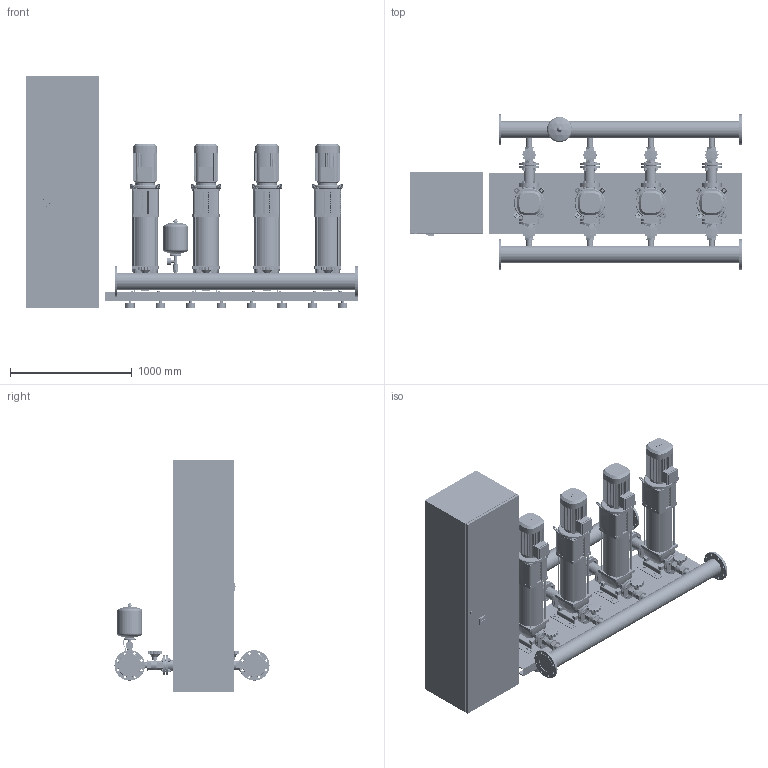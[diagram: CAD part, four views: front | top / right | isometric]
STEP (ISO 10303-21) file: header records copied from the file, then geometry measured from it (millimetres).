
FILE_DESCRIPTION((''),'2;1');
FILE_NAME('3d_CO-4HELIXV2206_K_CC-01-2530530.stp','2016-01-25T09:14:28',(''),(''),'Mechanical Desktop 2009','Mechanical Desktop 2009',', , ');
FILE_SCHEMA(('CONFIG_CONTROL_DESIGN'));
Length unit declared in the file: millimetre
Products named in the file (1): Product
Bounding box: 2730 x 1275 x 1900 mm (x, y, z)
Volume: 838222050.4 mm3; surface area: 22199800.5 mm2
Topology: 215 solids, 215 shells, 7877 faces, 20081 edges, 13074 vertices
Faces by surface type: plane 3161, cylinder 2122, bspline 1944, cone 384, torus 256, sphere 10
Entity records: 264506 total; most frequent: CARTESIAN_POINT 73836, ORIENTED_EDGE 40158, DIRECTION 37709, EDGE_CURVE 20079, VERTEX_POINT 13072, AXIS2_PLACEMENT_3D 12696, VECTOR 12317, LINE 12317
